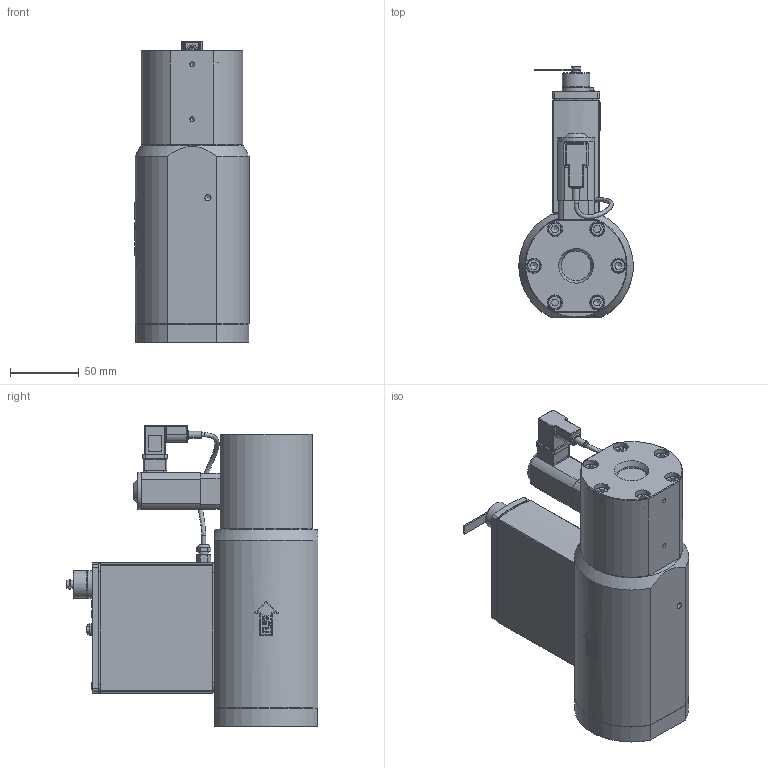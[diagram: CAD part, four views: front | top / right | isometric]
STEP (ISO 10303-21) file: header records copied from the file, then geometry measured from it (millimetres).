
FILE_DESCRIPTION(/* description */ (''),/* implementation_level */ '2;1');
FILE_NAME(/* name */ '711605.stp',/* time_stamp */ '2020-07-24T13:59:40+02:00',/* author */ ('J-Wiggers'),/* organization */ (''),/* preprocessor_version */ 'ST-DEVELOPER v17',/* originating_system */ 'Autodesk Inventor 2018',/* authorisation */ '');
FILE_SCHEMA (('AUTOMOTIVE_DESIGN { 1 0 10303 214 3 1 1 }'));
Length unit declared in the file: millimetre
Products named in the file (1): 711605_Shrinkwrap_1
Bounding box: 82.84 x 182.7 x 218.28 mm (x, y, z)
Volume: 1360481.6 mm3; surface area: 110858.1 mm2
Topology: 1 solids, 1 shells, 558 faces, 1484 edges, 995 vertices
Faces by surface type: plane 306, cylinder 152, bspline 36, cone 34, torus 24, sphere 6
Full cylindrical faces by diameter (mm): 3 x7, 3.242 x2, 3.3 x3, 3.75 x2, 4 x1, 4.459 x1, 5 x1, 5.5 x3, 6 x11, 6.2 x7, 7 x1, 8.3 x1, 10 x12, 10.5 x6, 11 x6, 18 x1, 20 x2, 21.5 x1, 27 x1, 34.6 x1
Entity records: 19489 total; most frequent: CARTESIAN_POINT 5093, ORIENTED_EDGE 2920, DIRECTION 2897, EDGE_CURVE 1460, AXIS2_PLACEMENT_3D 1102, VERTEX_POINT 995, LINE 693, VECTOR 693
